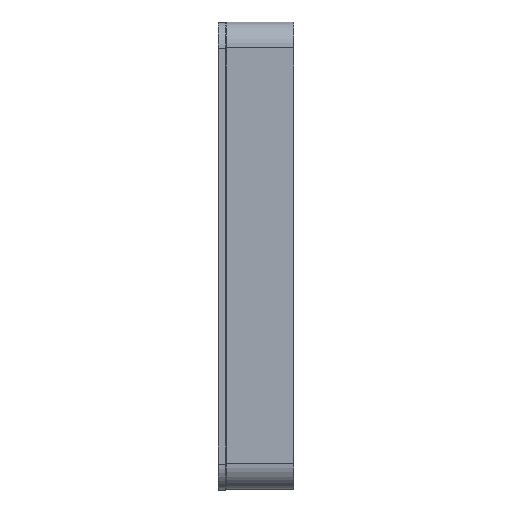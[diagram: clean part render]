
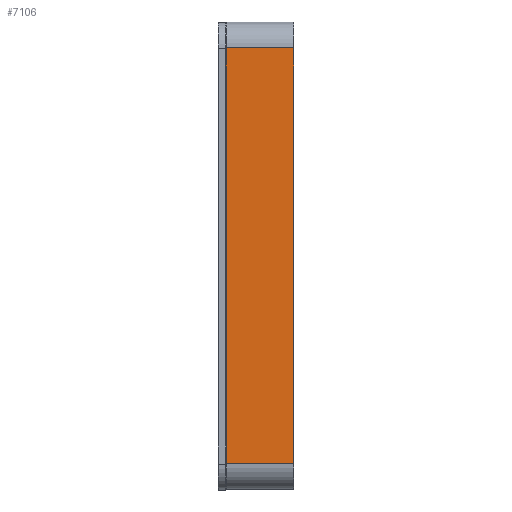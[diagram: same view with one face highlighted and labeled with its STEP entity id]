
A CAD part, left-side view. The second image highlights one B-rep face of the part: STEP entity #7106.
In plain terms, the highlighted planar face has unit normal (-1, 0, 0).
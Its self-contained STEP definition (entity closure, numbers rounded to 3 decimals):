
#610=PLANE('',#7496);
#789=FACE_OUTER_BOUND('',#1165,.T.);
#1165=EDGE_LOOP('',(#5108,#5109,#5110,#5111));
#1727=LINE('',#10499,#2313);
#1729=LINE('',#10506,#2315);
#1730=LINE('',#10507,#2316);
#1731=LINE('',#10508,#2317);
#2313=VECTOR('',#8127,10.);
#2315=VECTOR('',#8133,10.);
#2316=VECTOR('',#8134,10.);
#2317=VECTOR('',#8135,10.);
#3161=VERTEX_POINT('',#10496);
#3162=VERTEX_POINT('',#10498);
#3164=VERTEX_POINT('',#10504);
#3165=VERTEX_POINT('',#10505);
#3916=EDGE_CURVE('',#3161,#3162,#1727,.T.);
#3919=EDGE_CURVE('',#3164,#3165,#1729,.T.);
#3920=EDGE_CURVE('',#3164,#3162,#1730,.T.);
#3921=EDGE_CURVE('',#3165,#3161,#1731,.T.);
#5108=ORIENTED_EDGE('',*,*,#3919,.F.);
#5109=ORIENTED_EDGE('',*,*,#3920,.T.);
#5110=ORIENTED_EDGE('',*,*,#3916,.F.);
#5111=ORIENTED_EDGE('',*,*,#3921,.F.);
#7106=ADVANCED_FACE('',(#789),#610,.T.);
#7496=AXIS2_PLACEMENT_3D('',#10503,#8131,#8132);
#8127=DIRECTION('',(0.,-1.,0.));
#8131=DIRECTION('center_axis',(-1.,0.,0.));
#8132=DIRECTION('ref_axis',(0.,0.,1.));
#8133=DIRECTION('',(0.,1.,0.));
#8134=DIRECTION('',(0.,0.,1.));
#8135=DIRECTION('',(0.,0.,1.));
#10496=CARTESIAN_POINT('',(-46.25,13.,26.51));
#10498=CARTESIAN_POINT('',(-46.25,0.,26.51));
#10499=CARTESIAN_POINT('',(-46.25,0.,26.51));
#10503=CARTESIAN_POINT('Origin',(-46.25,0.,-58.5));
#10504=CARTESIAN_POINT('',(-46.25,0.,-53.5));
#10505=CARTESIAN_POINT('',(-46.25,13.,-53.5));
#10506=CARTESIAN_POINT('',(-46.25,0.,-53.5));
#10507=CARTESIAN_POINT('',(-46.25,0.,-58.5));
#10508=CARTESIAN_POINT('',(-46.25,13.,-58.5));
